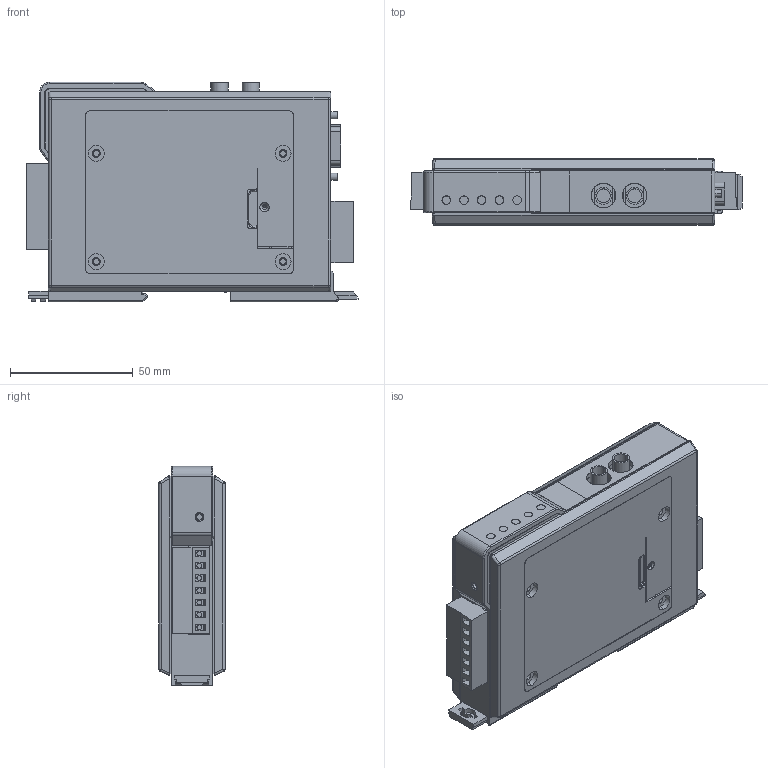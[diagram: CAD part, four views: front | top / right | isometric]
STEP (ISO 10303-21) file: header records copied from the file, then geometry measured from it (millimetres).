
FILE_DESCRIPTION((''),'2;1');
FILE_NAME('3D_MGATE_MB3170_ST','2017-12-19T',('Vincent_Huang'),('PTC'),'PRO/ENGINEER BY PARAMETRIC TECHNOLOGY CORPORATION, 2013230','PRO/ENGINEER BY PARAMETRIC TECHNOLOGY CORPORATION, 2013230','');
FILE_SCHEMA(('AUTOMOTIVE_DESIGN { 1 0 10303 214 1 1 1 1 }'));
Products named in the file (1): 3D_MGATE_MB3170_ST
Bounding box: 135.05 x 27 x 89.2 mm (x, y, z)
Volume: 75178.7 mm3; surface area: 113571.8 mm2
Topology: 7 solids, 14 shells, 2284 faces, 6041 edges, 3958 vertices
Faces by surface type: plane 1699, cylinder 535, sphere 14, torus 14, cone 14, bspline 8
Entity records: 71457 total; most frequent: CARTESIAN_POINT 12902, ORIENTED_EDGE 12054, DIRECTION 11597, EDGE_CURVE 6027, VECTOR 4795, LINE 4795, VERTEX_POINT 3958, AXIS2_PLACEMENT_3D 3401
